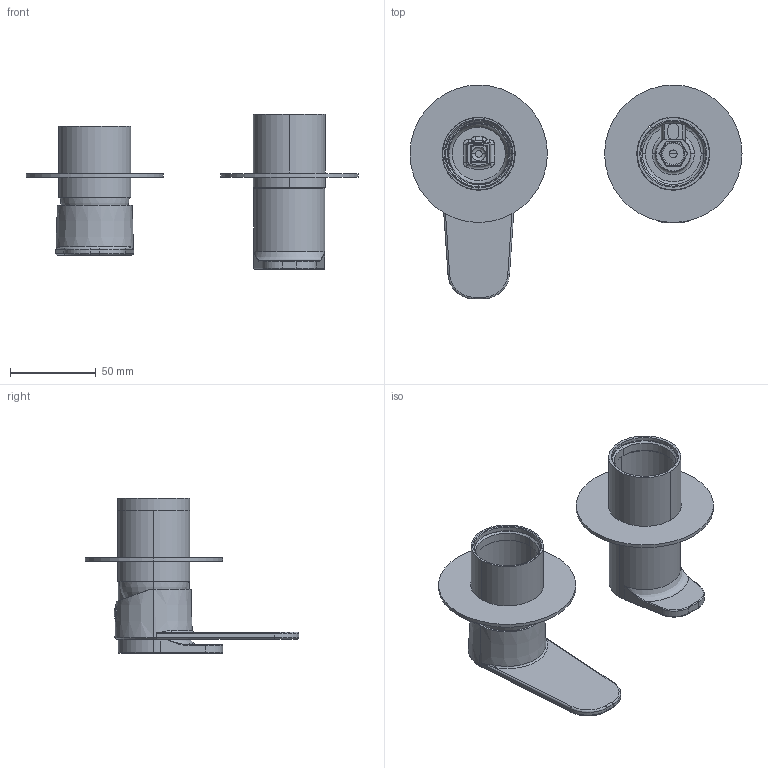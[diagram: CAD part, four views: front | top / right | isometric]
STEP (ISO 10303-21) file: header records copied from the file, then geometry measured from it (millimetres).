
FILE_DESCRIPTION (( 'STEP AP203' ), '1' );
FILE_NAME ('36DP11338.STEP', '2024-12-24T09:24:56', ( '' ), ( '' ), 'SwSTEP 2.0', 'SolidWorks 2021', '' );
FILE_SCHEMA (( 'CONFIG_CONTROL_DESIGN' ));
Length unit declared in the file: millimetre
Products named in the file (1): 36DP11338
Bounding box: 193.24 x 124.44 x 90.25 mm (x, y, z)
Volume: 86638.5 mm3; surface area: 79694.6 mm2
Topology: 10 solids, 10 shells, 386 faces, 914 edges, 570 vertices
Faces by surface type: plane 140, cylinder 125, cone 52, torus 39, bspline 24, sphere 6
Entity records: 12637 total; most frequent: CARTESIAN_POINT 3776, DIRECTION 1861, ORIENTED_EDGE 1816, EDGE_CURVE 908, AXIS2_PLACEMENT_3D 736, VERTEX_POINT 570, EDGE_LOOP 432, LINE 389
